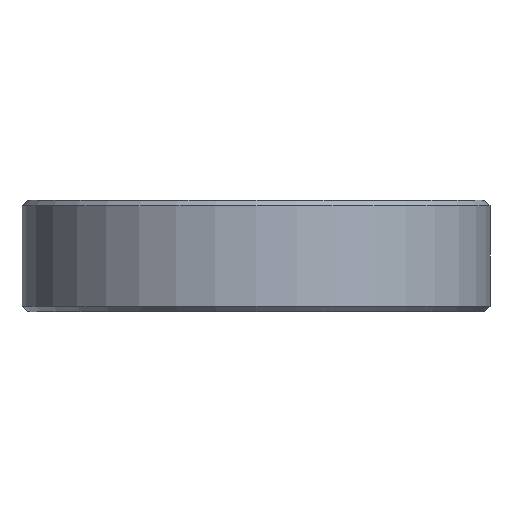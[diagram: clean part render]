
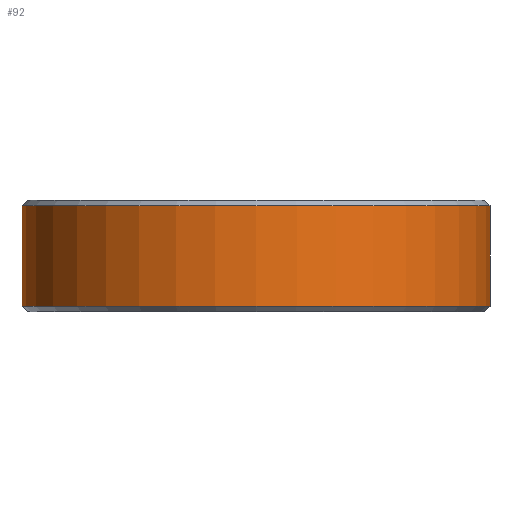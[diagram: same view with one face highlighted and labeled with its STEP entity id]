
A CAD part, front view. The second image highlights one B-rep face of the part: STEP entity #92.
In plain terms, the highlighted cylindrical face has radius 10.5 mm (diameter 21 mm), a partial arc.
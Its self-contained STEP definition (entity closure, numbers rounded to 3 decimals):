
#25 = VECTOR ( 'NONE', #965, 1000. ) ;
#77 = CYLINDRICAL_SURFACE ( 'NONE', #719, 10.5 ) ;
#92 = ADVANCED_FACE ( 'NONE', ( #419 ), #77, .T. ) ;
#112 = CARTESIAN_POINT ( 'NONE',  ( -10.5, 0., 2.25 ) ) ;
#132 = LINE ( 'NONE', #1171, #25 ) ;
#145 = CARTESIAN_POINT ( 'NONE',  ( 0., 0., 2.25 ) ) ;
#159 = DIRECTION ( 'NONE',  ( 0., 0., 1. ) ) ;
#162 = EDGE_CURVE ( 'NONE', #498, #371, #890, .T. ) ;
#175 = VERTEX_POINT ( 'NONE', #1287 ) ;
#241 = DIRECTION ( 'NONE',  ( 0., 0., 1. ) ) ;
#266 = ORIENTED_EDGE ( 'NONE', *, *, #778, .F. ) ;
#331 = VECTOR ( 'NONE', #159, 1000. ) ;
#342 = EDGE_CURVE ( 'NONE', #1065, #175, #356, .T. ) ;
#356 = CIRCLE ( 'NONE', #1289, 10.5 ) ;
#368 = CARTESIAN_POINT ( 'NONE',  ( -10.5, 0., 2.5 ) ) ;
#371 = VERTEX_POINT ( 'NONE', #1134 ) ;
#419 = FACE_OUTER_BOUND ( 'NONE', #591, .T. ) ;
#437 = AXIS2_PLACEMENT_3D ( 'NONE', #145, #241, #860 ) ;
#452 = ORIENTED_EDGE ( 'NONE', *, *, #342, .T. ) ;
#485 = ORIENTED_EDGE ( 'NONE', *, *, #650, .T. ) ;
#498 = VERTEX_POINT ( 'NONE', #112 ) ;
#591 = EDGE_LOOP ( 'NONE', ( #266, #452, #485, #724 ) ) ;
#598 = DIRECTION ( 'NONE',  ( 1., 0., 0. ) ) ;
#607 = DIRECTION ( 'NONE',  ( 0., 0., 1. ) ) ;
#627 = CARTESIAN_POINT ( 'NONE',  ( 0., 0., 2.5 ) ) ;
#640 = DIRECTION ( 'NONE',  ( 0., 0., 1. ) ) ;
#650 = EDGE_CURVE ( 'NONE', #175, #371, #132, .T. ) ;
#703 = CARTESIAN_POINT ( 'NONE',  ( -10.5, 0., -2.25 ) ) ;
#719 = AXIS2_PLACEMENT_3D ( 'NONE', #627, #640, #730 ) ;
#724 = ORIENTED_EDGE ( 'NONE', *, *, #162, .F. ) ;
#730 = DIRECTION ( 'NONE',  ( 1., 0., 0. ) ) ;
#778 = EDGE_CURVE ( 'NONE', #1065, #498, #1318, .T. ) ;
#860 = DIRECTION ( 'NONE',  ( 1., 0., 0. ) ) ;
#890 = CIRCLE ( 'NONE', #437, 10.5 ) ;
#965 = DIRECTION ( 'NONE',  ( 0., 0., 1. ) ) ;
#1025 = CARTESIAN_POINT ( 'NONE',  ( 0., 0., -2.25 ) ) ;
#1065 = VERTEX_POINT ( 'NONE', #703 ) ;
#1134 = CARTESIAN_POINT ( 'NONE',  ( 10.5, 0., 2.25 ) ) ;
#1171 = CARTESIAN_POINT ( 'NONE',  ( 10.5, 0., 2.5 ) ) ;
#1287 = CARTESIAN_POINT ( 'NONE',  ( 10.5, 0., -2.25 ) ) ;
#1289 = AXIS2_PLACEMENT_3D ( 'NONE', #1025, #607, #598 ) ;
#1318 = LINE ( 'NONE', #368, #331 ) ;
